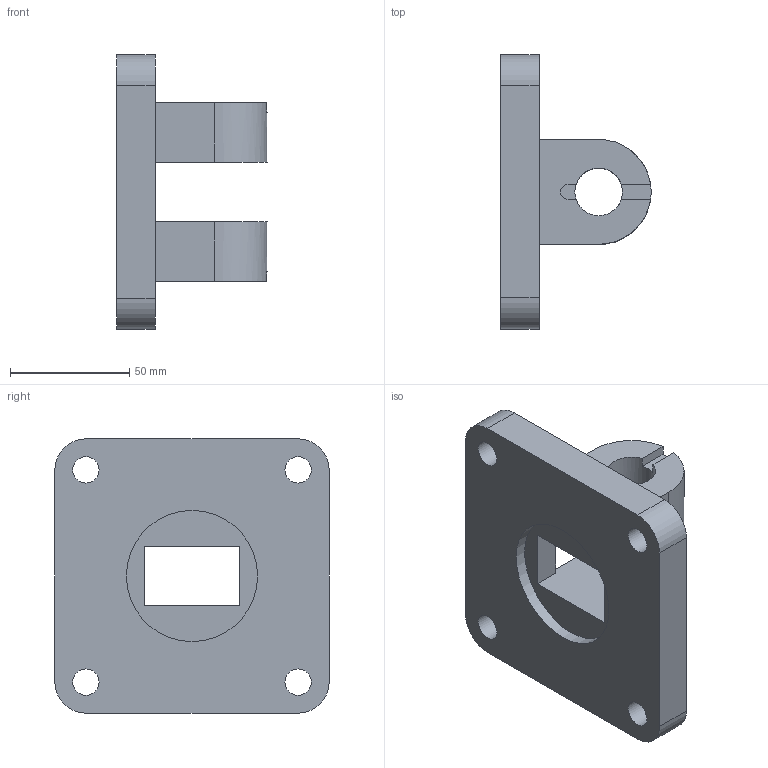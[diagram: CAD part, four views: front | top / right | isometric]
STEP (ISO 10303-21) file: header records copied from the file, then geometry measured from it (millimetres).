
FILE_DESCRIPTION( ( 'STEP AP203' ), ' ' );
FILE_NAME( 'DS5100.stp', '2018-06-13T07:06:34', ( '' ), ( '' ), ' ', 'PARTsolutions', ' ' );
FILE_SCHEMA( ( 'CONFIG_CONTROL_DESIGN' ) );
Length unit declared in the file: millimetre
Products named in the file (1): _DS5100
Bounding box: 63 x 115 x 115 mm (x, y, z)
Volume: 252932.8 mm3; surface area: 48696.3 mm2
Topology: 1 solids, 1 shells, 52 faces, 141 edges, 94 vertices
Faces by surface type: plane 33, cylinder 19
Full cylindrical faces by diameter (mm): 11 x4, 18 x4, 20 x2, 55 x1
Entity records: 1652 total; most frequent: DIRECTION 282, CARTESIAN_POINT 273, ORIENTED_EDGE 256, EDGE_CURVE 128, AXIS2_PLACEMENT_3D 101, VERTEX_POINT 92, EDGE_LOOP 80, LINE 80
